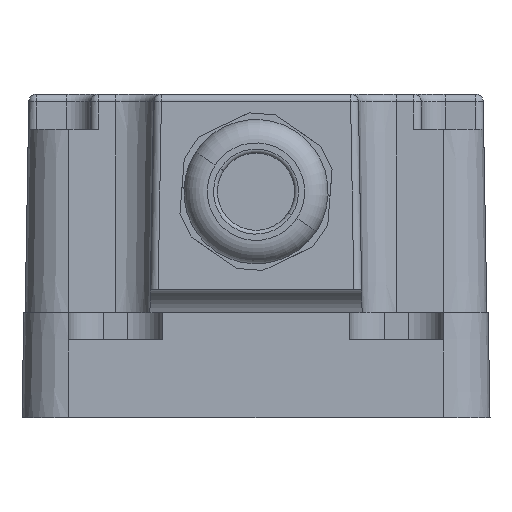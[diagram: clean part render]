
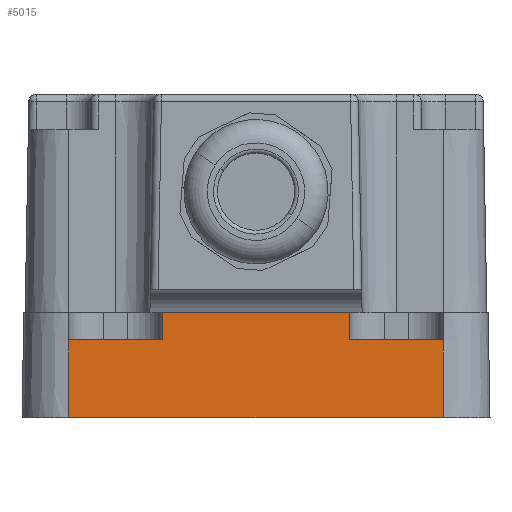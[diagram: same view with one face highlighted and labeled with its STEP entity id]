
A CAD part, front view. The second image highlights one B-rep face of the part: STEP entity #5015.
In plain terms, the highlighted planar face has unit normal (0, -1, 0.018).
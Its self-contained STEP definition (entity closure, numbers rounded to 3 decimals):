
#4963=AXIS2_PLACEMENT_3D('Plane Axis2P3D',#4960,#4961,#4962) ;
#2279=CARTESIAN_POINT('Vertex',(54.,26.332,0.)) ;
#2282=CARTESIAN_POINT('Line Origine',(30.,26.332,0.)) ;
#2286=CARTESIAN_POINT('Vertex',(6.,26.332,0.)) ;
#4943=CARTESIAN_POINT('Vertex',(54.,26.507,10.)) ;
#4946=CARTESIAN_POINT('Line Origine',(54.,26.45,6.75)) ;
#4960=CARTESIAN_POINT('Axis2P3D Location',(0.,26.332,0.)) ;
#4965=CARTESIAN_POINT('Line Origine',(6.,26.45,6.75)) ;
#4969=CARTESIAN_POINT('Vertex',(6.,26.507,10.)) ;
#4972=CARTESIAN_POINT('Line Origine',(30.,26.507,10.)) ;
#4976=CARTESIAN_POINT('Vertex',(42.,26.507,10.)) ;
#4979=CARTESIAN_POINT('Line Origine',(42.,26.45,6.75)) ;
#4983=CARTESIAN_POINT('Vertex',(42.,26.568,13.5)) ;
#4986=CARTESIAN_POINT('Line Origine',(30.,26.568,13.5)) ;
#4990=CARTESIAN_POINT('Vertex',(18.,26.568,13.5)) ;
#4993=CARTESIAN_POINT('Line Origine',(18.,26.45,6.75)) ;
#4997=CARTESIAN_POINT('Vertex',(18.,26.507,10.)) ;
#5000=CARTESIAN_POINT('Line Origine',(30.,26.507,10.)) ;
#2283=DIRECTION('Vector Direction',(1.,0.,0.)) ;
#4947=DIRECTION('Vector Direction',(0.,-0.017,-1.)) ;
#4961=DIRECTION('Axis2P3D Direction',(0.,1.,-0.017)) ;
#4962=DIRECTION('Axis2P3D XDirection',(1.,0.,0.)) ;
#4966=DIRECTION('Vector Direction',(0.,-0.017,-1.)) ;
#4973=DIRECTION('Vector Direction',(1.,0.,0.)) ;
#4980=DIRECTION('Vector Direction',(0.,-0.017,-1.)) ;
#4987=DIRECTION('Vector Direction',(1.,0.,0.)) ;
#4994=DIRECTION('Vector Direction',(0.,-0.017,-1.)) ;
#5001=DIRECTION('Vector Direction',(1.,0.,0.)) ;
#2284=VECTOR('Line Direction',#2283,1.) ;
#4948=VECTOR('Line Direction',#4947,1.) ;
#4967=VECTOR('Line Direction',#4966,1.) ;
#4974=VECTOR('Line Direction',#4973,1.) ;
#4981=VECTOR('Line Direction',#4980,1.) ;
#4988=VECTOR('Line Direction',#4987,1.) ;
#4995=VECTOR('Line Direction',#4994,1.) ;
#5002=VECTOR('Line Direction',#5001,1.) ;
#5006=ORIENTED_EDGE('',*,*,#4971,.F.) ;
#5007=ORIENTED_EDGE('',*,*,#2288,.F.) ;
#5008=ORIENTED_EDGE('',*,*,#4950,.T.) ;
#5009=ORIENTED_EDGE('',*,*,#4978,.T.) ;
#5010=ORIENTED_EDGE('',*,*,#4985,.F.) ;
#5011=ORIENTED_EDGE('',*,*,#4992,.F.) ;
#5012=ORIENTED_EDGE('',*,*,#4999,.T.) ;
#5013=ORIENTED_EDGE('',*,*,#5004,.F.) ;
#5015=ADVANCED_FACE('Hauptk\X2\00F6\X0\rper',(#5014),#4964,.F.) ;
#2288=EDGE_CURVE('',#2280,#2287,#2285,.F.) ;
#4950=EDGE_CURVE('',#2280,#4944,#4949,.F.) ;
#4971=EDGE_CURVE('',#2287,#4970,#4968,.F.) ;
#4978=EDGE_CURVE('',#4944,#4977,#4975,.F.) ;
#4985=EDGE_CURVE('',#4984,#4977,#4982,.T.) ;
#4992=EDGE_CURVE('',#4991,#4984,#4989,.T.) ;
#4999=EDGE_CURVE('',#4991,#4998,#4996,.T.) ;
#5004=EDGE_CURVE('',#4970,#4998,#5003,.T.) ;
#5005=EDGE_LOOP('',(#5006,#5007,#5008,#5009,#5010,#5011,#5012,#5013)) ;
#5014=FACE_OUTER_BOUND('',#5005,.T.) ;
#2285=LINE('Line',#2282,#2284) ;
#4949=LINE('Line',#4946,#4948) ;
#4968=LINE('Line',#4965,#4967) ;
#4975=LINE('Line',#4972,#4974) ;
#4982=LINE('Line',#4979,#4981) ;
#4989=LINE('Line',#4986,#4988) ;
#4996=LINE('Line',#4993,#4995) ;
#5003=LINE('Line',#5000,#5002) ;
#4964=PLANE('',#4963) ;
#2280=VERTEX_POINT('',#2279) ;
#2287=VERTEX_POINT('',#2286) ;
#4944=VERTEX_POINT('',#4943) ;
#4970=VERTEX_POINT('',#4969) ;
#4977=VERTEX_POINT('',#4976) ;
#4984=VERTEX_POINT('',#4983) ;
#4991=VERTEX_POINT('',#4990) ;
#4998=VERTEX_POINT('',#4997) ;
